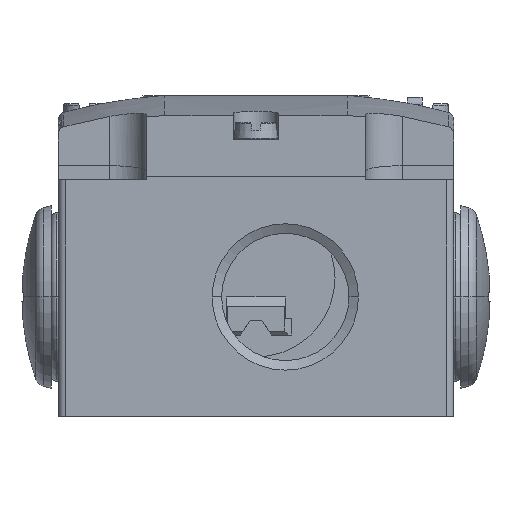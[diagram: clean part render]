
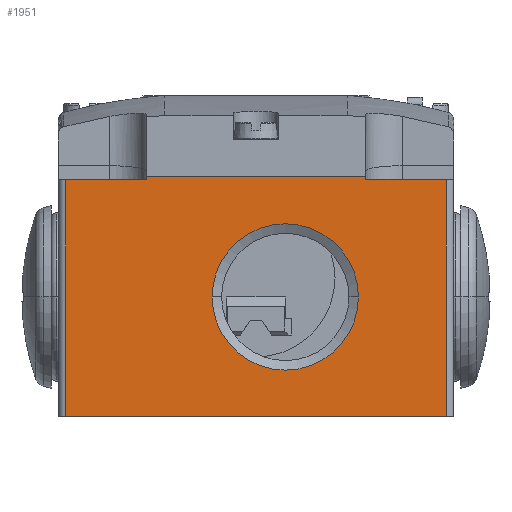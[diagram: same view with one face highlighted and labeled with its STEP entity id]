
A CAD part, front view. The second image highlights one B-rep face of the part: STEP entity #1951.
In plain terms, the highlighted planar face has unit normal (0, -1, 0).
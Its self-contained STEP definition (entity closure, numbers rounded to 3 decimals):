
#1951=ADVANCED_FACE('',(#3953,#3954),#3955,.T.);
#3953=FACE_OUTER_BOUND('',#6102,.T.);
#3954=FACE_BOUND('',#6103,.T.);
#3955=PLANE('',#6104);
#6102=EDGE_LOOP('',(#11190,#11191,#11192,#11193,#11194,#11195,#11196,#11197));
#6103=EDGE_LOOP('',(#11198,#11199));
#6104=AXIS2_PLACEMENT_3D('',#11200,#11201,#11202);
#11190=ORIENTED_EDGE('',*,*,#14750,.T.);
#11191=ORIENTED_EDGE('',*,*,#14985,.T.);
#11192=ORIENTED_EDGE('',*,*,#14992,.T.);
#11193=ORIENTED_EDGE('',*,*,#14994,.F.);
#11194=ORIENTED_EDGE('',*,*,#14995,.T.);
#11195=ORIENTED_EDGE('',*,*,#14996,.T.);
#11196=ORIENTED_EDGE('',*,*,#14976,.T.);
#11197=ORIENTED_EDGE('',*,*,#14966,.T.);
#11198=ORIENTED_EDGE('',*,*,#14428,.T.);
#11199=ORIENTED_EDGE('',*,*,#14773,.T.);
#11200=CARTESIAN_POINT('',(31.988,0.,0.0));
#11201=DIRECTION('',(0.0,-1.0,0.0));
#11202=DIRECTION('',(0.0,0.0,-1.0));
#14428=EDGE_CURVE('',#17578,#17580,#17582,.T.);
#14750=EDGE_CURVE('',#18053,#18051,#18054,.T.);
#14773=EDGE_CURVE('',#17580,#17578,#18082,.T.);
#14966=EDGE_CURVE('',#18347,#18053,#18348,.T.);
#14976=EDGE_CURVE('',#18361,#18347,#18362,.T.);
#14985=EDGE_CURVE('',#18051,#18373,#18375,.T.);
#14992=EDGE_CURVE('',#18373,#18383,#18385,.T.);
#14994=EDGE_CURVE('',#18387,#18383,#18388,.T.);
#14995=EDGE_CURVE('',#18387,#18389,#18390,.T.);
#14996=EDGE_CURVE('',#18389,#18361,#18391,.T.);
#17578=VERTEX_POINT('',#22409);
#17580=VERTEX_POINT('',#22412);
#17582=CIRCLE('',#22415,10.);
#18051=VERTEX_POINT('',#23357);
#18053=VERTEX_POINT('',#23359);
#18054=LINE('',#23360,#23361);
#18082=CIRCLE('',#23442,10.);
#18347=VERTEX_POINT('',#23804);
#18348=LINE('',#23805,#23806);
#18361=VERTEX_POINT('',#23824);
#18362=LINE('',#23825,#23826);
#18373=VERTEX_POINT('',#23840);
#18375=LINE('',#23843,#23844);
#18383=VERTEX_POINT('',#23855);
#18385=LINE('',#23857,#23858);
#18387=VERTEX_POINT('',#23860);
#18388=LINE('',#23861,#23862);
#18389=VERTEX_POINT('',#23863);
#18390=LINE('',#23864,#23865);
#18391=LINE('',#23866,#23867);
#22409=CARTESIAN_POINT('',(45.988,0.,16.3));
#22412=CARTESIAN_POINT('',(25.988,0.,16.3));
#22415=AXIS2_PLACEMENT_3D('',#27020,#27021,#27022);
#23357=CARTESIAN_POINT('',(16.988,0.,32.805));
#23359=CARTESIAN_POINT('',(46.988,0.,32.805));
#23360=CARTESIAN_POINT('',(31.988,0.,32.805));
#23361=VECTOR('',#27361,1.0);
#23442=AXIS2_PLACEMENT_3D('',#27391,#27392,#27393);
#23804=CARTESIAN_POINT('',(46.988,0.,32.3));
#23805=CARTESIAN_POINT('',(46.988,0.,18.65));
#23806=VECTOR('',#27656,1.0);
#23824=CARTESIAN_POINT('',(57.988,0.,32.3));
#23825=CARTESIAN_POINT('',(43.035,0.,32.3));
#23826=VECTOR('',#27665,1.0);
#23840=CARTESIAN_POINT('',(16.988,0.,32.3));
#23843=CARTESIAN_POINT('',(16.988,0.,16.15));
#23844=VECTOR('',#27676,1.0);
#23855=CARTESIAN_POINT('',(5.988,0.,32.3));
#23857=CARTESIAN_POINT('',(20.941,0.,32.3));
#23858=VECTOR('',#27683,1.0);
#23860=CARTESIAN_POINT('',(5.988,0.,0.0));
#23861=CARTESIAN_POINT('',(5.988,0.,0.0));
#23862=VECTOR('',#27684,1.0);
#23863=CARTESIAN_POINT('',(57.988,0.,0.0));
#23864=CARTESIAN_POINT('',(5.988,0.,0.0));
#23865=VECTOR('',#27685,1.0);
#23866=CARTESIAN_POINT('',(57.988,0.,0.0));
#23867=VECTOR('',#27686,1.0);
#27020=CARTESIAN_POINT('',(35.988,0.,16.3));
#27021=DIRECTION('',(-0.0,1.0,0.0));
#27022=DIRECTION('',(1.0,0.0,0.0));
#27361=DIRECTION('',(-1.0,0.0,0.0));
#27391=CARTESIAN_POINT('',(35.988,0.,16.3));
#27392=DIRECTION('',(-0.0,1.0,0.0));
#27393=DIRECTION('',(1.0,0.0,0.0));
#27656=DIRECTION('',(0.0,0.0,1.0));
#27665=DIRECTION('',(-1.0,0.0,0.0));
#27676=DIRECTION('',(0.0,0.0,-1.0));
#27683=DIRECTION('',(-1.0,0.0,0.0));
#27684=DIRECTION('',(0.0,0.0,1.0));
#27685=DIRECTION('',(1.0,0.0,0.0));
#27686=DIRECTION('',(0.0,0.0,1.0));
